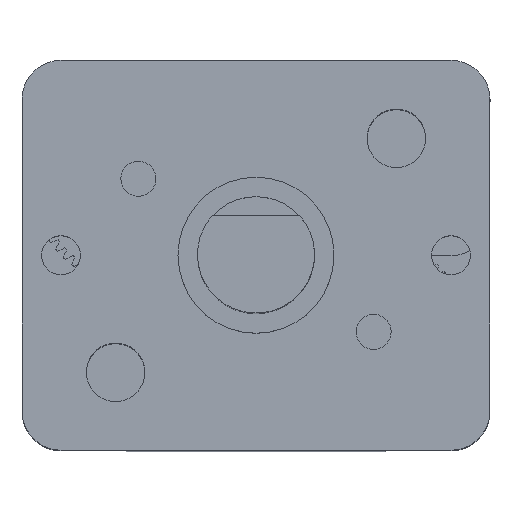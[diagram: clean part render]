
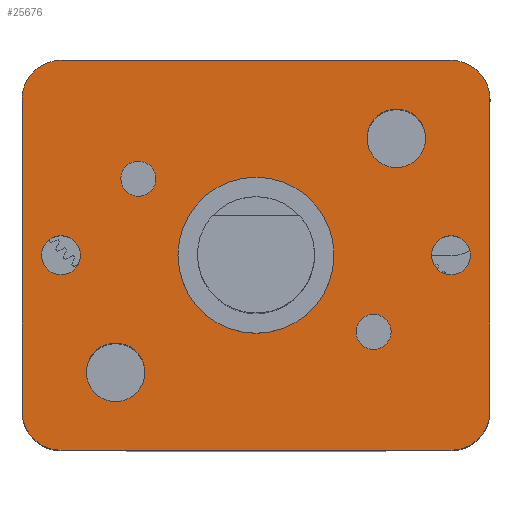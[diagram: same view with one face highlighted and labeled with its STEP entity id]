
A CAD part, top view. The second image highlights one B-rep face of the part: STEP entity #25676.
In plain terms, the highlighted planar face has unit normal (0, 0, 1).
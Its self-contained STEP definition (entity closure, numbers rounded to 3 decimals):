
#111=FACE_BOUND('',#1763,.T.);
#112=FACE_BOUND('',#1764,.T.);
#113=FACE_BOUND('',#1765,.T.);
#114=FACE_BOUND('',#1766,.T.);
#115=FACE_BOUND('',#1767,.T.);
#116=FACE_BOUND('',#1768,.T.);
#117=FACE_BOUND('',#1769,.T.);
#174=PLANE('',#27230);
#289=FACE_OUTER_BOUND('',#1762,.T.);
#1762=EDGE_LOOP('',(#16094,#16095,#16096,#16097,#16098,#16099,#16100,#16101));
#1763=EDGE_LOOP('',(#16102));
#1764=EDGE_LOOP('',(#16103));
#1765=EDGE_LOOP('',(#16104));
#1766=EDGE_LOOP('',(#16105));
#1767=EDGE_LOOP('',(#16106));
#1768=EDGE_LOOP('',(#16107));
#1769=EDGE_LOOP('',(#16108));
#3260=LINE('',#41351,#4732);
#3261=LINE('',#41355,#4733);
#3262=LINE('',#41359,#4734);
#3263=LINE('',#41363,#4735);
#4732=VECTOR('',#31570,10.);
#4733=VECTOR('',#31573,8.);
#4734=VECTOR('',#31576,10.);
#4735=VECTOR('',#31579,8.);
#6148=CIRCLE('',#27126,0.45);
#6153=CIRCLE('',#27133,0.45);
#6204=CIRCLE('',#27231,1.);
#6205=CIRCLE('',#27232,1.);
#6206=CIRCLE('',#27233,1.);
#6207=CIRCLE('',#27234,1.);
#6208=CIRCLE('',#27235,0.75);
#6209=CIRCLE('',#27236,0.75);
#6210=CIRCLE('',#27237,0.5);
#6211=CIRCLE('',#27238,0.5);
#6212=CIRCLE('',#27239,2.);
#8870=VERTEX_POINT('',#41111);
#8875=VERTEX_POINT('',#41125);
#8946=VERTEX_POINT('',#41349);
#8947=VERTEX_POINT('',#41350);
#8948=VERTEX_POINT('',#41352);
#8949=VERTEX_POINT('',#41354);
#8950=VERTEX_POINT('',#41356);
#8951=VERTEX_POINT('',#41358);
#8952=VERTEX_POINT('',#41360);
#8953=VERTEX_POINT('',#41362);
#8954=VERTEX_POINT('',#41365);
#8955=VERTEX_POINT('',#41367);
#8956=VERTEX_POINT('',#41369);
#8957=VERTEX_POINT('',#41371);
#8958=VERTEX_POINT('',#41373);
#11671=EDGE_CURVE('',#8870,#8870,#6148,.T.);
#11679=EDGE_CURVE('',#8875,#8875,#6153,.T.);
#11784=EDGE_CURVE('',#8946,#8947,#3260,.T.);
#11785=EDGE_CURVE('',#8947,#8948,#6204,.F.);
#11786=EDGE_CURVE('',#8948,#8949,#3261,.T.);
#11787=EDGE_CURVE('',#8949,#8950,#6205,.F.);
#11788=EDGE_CURVE('',#8950,#8951,#3262,.T.);
#11789=EDGE_CURVE('',#8951,#8952,#6206,.F.);
#11790=EDGE_CURVE('',#8952,#8953,#3263,.T.);
#11791=EDGE_CURVE('',#8953,#8946,#6207,.F.);
#11792=EDGE_CURVE('',#8954,#8954,#6208,.T.);
#11793=EDGE_CURVE('',#8955,#8955,#6209,.T.);
#11794=EDGE_CURVE('',#8956,#8956,#6210,.T.);
#11795=EDGE_CURVE('',#8957,#8957,#6211,.T.);
#11796=EDGE_CURVE('',#8958,#8958,#6212,.F.);
#16094=ORIENTED_EDGE('',*,*,#11784,.T.);
#16095=ORIENTED_EDGE('',*,*,#11785,.T.);
#16096=ORIENTED_EDGE('',*,*,#11786,.T.);
#16097=ORIENTED_EDGE('',*,*,#11787,.T.);
#16098=ORIENTED_EDGE('',*,*,#11788,.T.);
#16099=ORIENTED_EDGE('',*,*,#11789,.T.);
#16100=ORIENTED_EDGE('',*,*,#11790,.T.);
#16101=ORIENTED_EDGE('',*,*,#11791,.T.);
#16102=ORIENTED_EDGE('',*,*,#11671,.T.);
#16103=ORIENTED_EDGE('',*,*,#11679,.T.);
#16104=ORIENTED_EDGE('',*,*,#11792,.F.);
#16105=ORIENTED_EDGE('',*,*,#11793,.F.);
#16106=ORIENTED_EDGE('',*,*,#11794,.F.);
#16107=ORIENTED_EDGE('',*,*,#11795,.F.);
#16108=ORIENTED_EDGE('',*,*,#11796,.F.);
#25676=ADVANCED_FACE('',(#289,#111,#112,#113,#114,#115,#116,#117),#174,
 .F.);
#27126=AXIS2_PLACEMENT_3D('',#41112,#31303,#31304);
#27133=AXIS2_PLACEMENT_3D('',#41127,#31320,#31321);
#27230=AXIS2_PLACEMENT_3D('',#41348,#31568,#31569);
#27231=AXIS2_PLACEMENT_3D('',#41353,#31571,#31572);
#27232=AXIS2_PLACEMENT_3D('',#41357,#31574,#31575);
#27233=AXIS2_PLACEMENT_3D('',#41361,#31577,#31578);
#27234=AXIS2_PLACEMENT_3D('',#41364,#31580,#31581);
#27235=AXIS2_PLACEMENT_3D('',#41366,#31582,#31583);
#27236=AXIS2_PLACEMENT_3D('',#41368,#31584,#31585);
#27237=AXIS2_PLACEMENT_3D('',#41370,#31586,#31587);
#27238=AXIS2_PLACEMENT_3D('',#41372,#31588,#31589);
#27239=AXIS2_PLACEMENT_3D('',#41374,#31590,#31591);
#31303=DIRECTION('center_axis',(0.,0.,
-1.));
#31304=DIRECTION('ref_axis',(1.,-0.001,0.));
#31320=DIRECTION('center_axis',(0.,0.,
-1.));
#31321=DIRECTION('ref_axis',(-0.67,0.742,0.));
#31568=DIRECTION('center_axis',(0.,0.,
-1.));
#31569=DIRECTION('ref_axis',(-1.,0.,0.));
#31570=DIRECTION('',(1.,0.,0.));
#31571=DIRECTION('center_axis',(0.,0.,
-1.));
#31572=DIRECTION('ref_axis',(-1.,0.,0.));
#31573=DIRECTION('',(0.,1.,0.));
#31574=DIRECTION('center_axis',(0.,0.,
-1.));
#31575=DIRECTION('ref_axis',(-1.,0.,0.));
#31576=DIRECTION('',(-1.,0.,0.));
#31577=DIRECTION('center_axis',(0.,0.,
-1.));
#31578=DIRECTION('ref_axis',(-1.,0.,0.));
#31579=DIRECTION('',(0.,-1.,0.));
#31580=DIRECTION('center_axis',(0.,0.,
-1.));
#31581=DIRECTION('ref_axis',(-1.,0.,0.));
#31582=DIRECTION('center_axis',(0.,0.,
1.));
#31583=DIRECTION('ref_axis',(1.,0.,0.));
#31584=DIRECTION('center_axis',(0.,0.,
1.));
#31585=DIRECTION('ref_axis',(1.,0.,0.));
#31586=DIRECTION('center_axis',(0.,0.,
1.));
#31587=DIRECTION('ref_axis',(1.,0.,0.));
#31588=DIRECTION('center_axis',(0.,0.,
1.));
#31589=DIRECTION('ref_axis',(1.,0.,0.));
#31590=DIRECTION('center_axis',(0.,0.,
-1.));
#31591=DIRECTION('ref_axis',(-1.,0.,0.));
#41111=CARTESIAN_POINT('',(2.565,-1.963,0.));
#41112=CARTESIAN_POINT('Origin',(3.015,-1.963,0.));
#41125=CARTESIAN_POINT('',(-2.713,1.629,0.));
#41127=CARTESIAN_POINT('Origin',(-3.015,1.963,0.));
#41348=CARTESIAN_POINT('Origin',(0.,0.,
0.));
#41349=CARTESIAN_POINT('',(-5.,-5.,0.));
#41350=CARTESIAN_POINT('',(5.,-5.,0.));
#41351=CARTESIAN_POINT('',(-5.,-5.,0.));
#41352=CARTESIAN_POINT('',(6.,-4.,0.));
#41353=CARTESIAN_POINT('Origin',(5.,-4.,0.));
#41354=CARTESIAN_POINT('',(6.,4.,0.));
#41355=CARTESIAN_POINT('',(6.,-4.,0.));
#41356=CARTESIAN_POINT('',(5.,5.,0.));
#41357=CARTESIAN_POINT('Origin',(5.,4.,0.));
#41358=CARTESIAN_POINT('',(-5.,5.,0.));
#41359=CARTESIAN_POINT('',(5.,5.,0.));
#41360=CARTESIAN_POINT('',(-6.,4.,0.));
#41361=CARTESIAN_POINT('Origin',(-5.,4.,0.));
#41362=CARTESIAN_POINT('',(-6.,-4.,0.));
#41363=CARTESIAN_POINT('',(-6.,4.,0.));
#41364=CARTESIAN_POINT('Origin',(-5.,-4.,0.));
#41365=CARTESIAN_POINT('',(-4.35,-3.,0.));
#41366=CARTESIAN_POINT('Origin',(-3.6,-3.,0.));
#41367=CARTESIAN_POINT('',(2.85,3.,0.));
#41368=CARTESIAN_POINT('Origin',(3.6,3.,0.));
#41369=CARTESIAN_POINT('',(-5.5,0.,0.));
#41370=CARTESIAN_POINT('Origin',(-5.,0.,
0.));
#41371=CARTESIAN_POINT('',(4.5,0.,0.));
#41372=CARTESIAN_POINT('Origin',(5.,0.,
0.));
#41373=CARTESIAN_POINT('',(2.,0.,0.));
#41374=CARTESIAN_POINT('Origin',(0.,0.,
0.));
